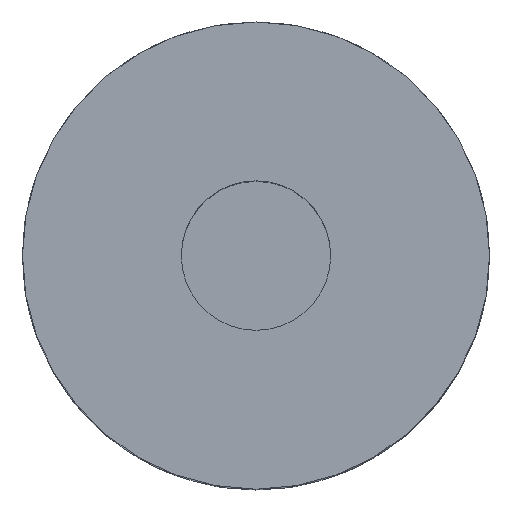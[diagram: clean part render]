
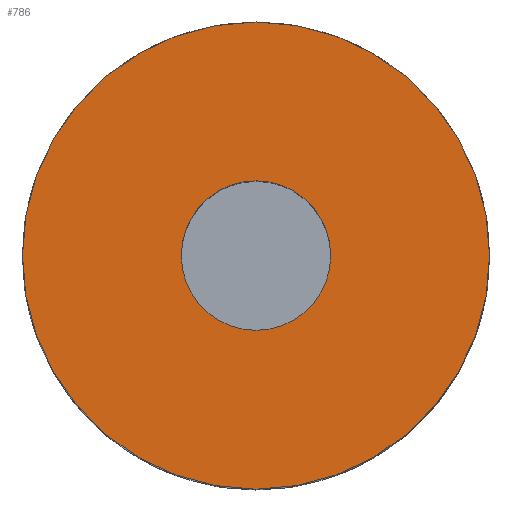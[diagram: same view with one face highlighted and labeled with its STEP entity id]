
A CAD part, top view. The second image highlights one B-rep face of the part: STEP entity #786.
In plain terms, the highlighted planar face has unit normal (0, 0, 1).
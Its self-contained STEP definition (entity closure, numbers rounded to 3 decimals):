
#21 = FACE_OUTER_BOUND ( 'NONE', #149, .T. ) ;
#37 = DIRECTION ( 'NONE',  ( 0., 0., -1. ) ) ;
#76 = CARTESIAN_POINT ( 'NONE',  ( -25., 0., 50. ) ) ;
#91 = CARTESIAN_POINT ( 'NONE',  ( 25., 0., 50. ) ) ;
#96 = VERTEX_POINT ( 'NONE', #76 ) ;
#123 = DIRECTION ( 'NONE',  ( 1., 0., 0. ) ) ;
#133 = ORIENTED_EDGE ( 'NONE', *, *, #899, .F. ) ;
#149 = EDGE_LOOP ( 'NONE', ( #721, #390 ) ) ;
#231 = VERTEX_POINT ( 'NONE', #310 ) ;
#243 = DIRECTION ( 'NONE',  ( 0., 0., 1. ) ) ;
#256 = DIRECTION ( 'NONE',  ( -1., 0., 0. ) ) ;
#286 = EDGE_CURVE ( 'NONE', #736, #96, #346, .T. ) ;
#294 = ORIENTED_EDGE ( 'NONE', *, *, #464, .F. ) ;
#310 = CARTESIAN_POINT ( 'NONE',  ( 8., 0., 50. ) ) ;
#318 = AXIS2_PLACEMENT_3D ( 'NONE', #908, #37, #256 ) ;
#328 = DIRECTION ( 'NONE',  ( 0., 0., 1. ) ) ;
#346 = CIRCLE ( 'NONE', #765, 25. ) ;
#357 = DIRECTION ( 'NONE',  ( 1., 0., 0. ) ) ;
#390 = ORIENTED_EDGE ( 'NONE', *, *, #839, .T. ) ;
#420 = AXIS2_PLACEMENT_3D ( 'NONE', #870, #783, #357 ) ;
#438 = AXIS2_PLACEMENT_3D ( 'NONE', #463, #243, #470 ) ;
#463 = CARTESIAN_POINT ( 'NONE',  ( 0., 0., 50. ) ) ;
#464 = EDGE_CURVE ( 'NONE', #231, #805, #671, .T. ) ;
#470 = DIRECTION ( 'NONE',  ( 1., 0., 0. ) ) ;
#483 = CARTESIAN_POINT ( 'NONE',  ( 0., 0., 50. ) ) ;
#583 = CIRCLE ( 'NONE', #687, 8. ) ;
#608 = CARTESIAN_POINT ( 'NONE',  ( -8., 0., 50. ) ) ;
#612 = DIRECTION ( 'NONE',  ( 0., 0., 1. ) ) ;
#666 = FACE_BOUND ( 'NONE', #869, .T. ) ;
#671 = CIRCLE ( 'NONE', #420, 8. ) ;
#683 = PLANE ( 'NONE',  #318 ) ;
#687 = AXIS2_PLACEMENT_3D ( 'NONE', #692, #612, #696 ) ;
#692 = CARTESIAN_POINT ( 'NONE',  ( 0., 0., 50. ) ) ;
#696 = DIRECTION ( 'NONE',  ( 1., 0., 0. ) ) ;
#721 = ORIENTED_EDGE ( 'NONE', *, *, #286, .T. ) ;
#736 = VERTEX_POINT ( 'NONE', #91 ) ;
#765 = AXIS2_PLACEMENT_3D ( 'NONE', #483, #328, #123 ) ;
#783 = DIRECTION ( 'NONE',  ( 0., 0., 1. ) ) ;
#786 = ADVANCED_FACE ( 'NONE', ( #666, #21 ), #683, .F. ) ;
#805 = VERTEX_POINT ( 'NONE', #608 ) ;
#830 = CIRCLE ( 'NONE', #438, 25. ) ;
#839 = EDGE_CURVE ( 'NONE', #96, #736, #830, .T. ) ;
#869 = EDGE_LOOP ( 'NONE', ( #294, #133 ) ) ;
#870 = CARTESIAN_POINT ( 'NONE',  ( 0., 0., 50. ) ) ;
#899 = EDGE_CURVE ( 'NONE', #805, #231, #583, .T. ) ;
#908 = CARTESIAN_POINT ( 'NONE',  ( 25., 0., 50. ) ) ;
